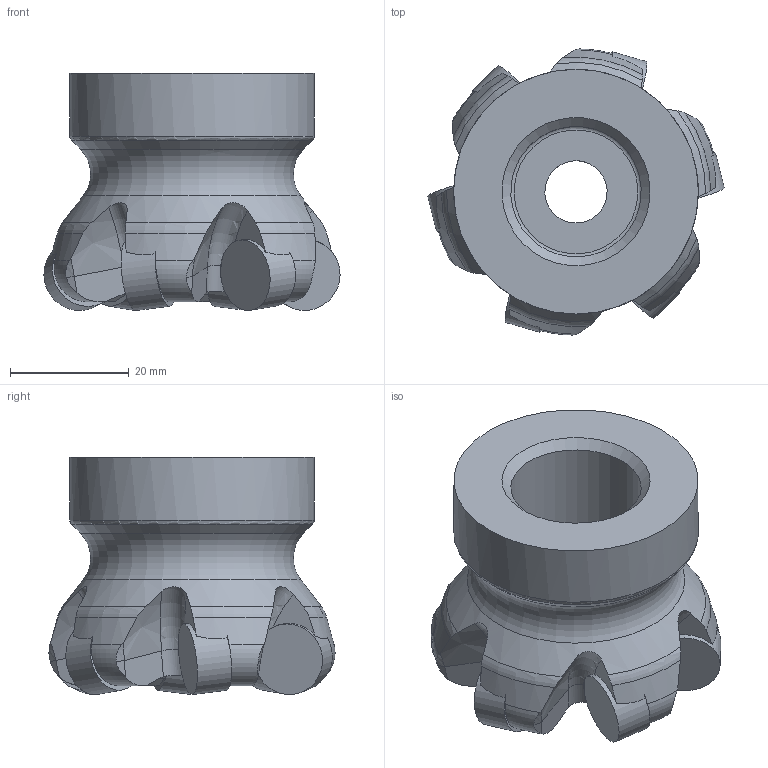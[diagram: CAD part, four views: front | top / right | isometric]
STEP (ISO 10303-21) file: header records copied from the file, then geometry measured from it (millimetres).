
FILE_DESCRIPTION(/* description */ (''),/* implementation_level */ '2;1');
FILE_NAME(/* name */ '1668155671335.stp',/* time_stamp */ '2022-11-11T14:04:47+06:00',/* author */ (''),/* organization */ ('SMS'),/* preprocessor_version */ 'ST-DEVELOPER v16.7',/* originating_system */ 'SIEMENS PLM Software NX 12.0',/* authorisation */ '');
FILE_SCHEMA (('AUTOMOTIVE_DESIGN { 1 0 10303 214 3 1 1 1 }'));
Length unit declared in the file: millimetre
Products named in the file (4): 204371717mod000_00; ASSEMBLY_CONSTRUCTION; 204362015mod000_00; 204362020mod000_00
Assembly tree (8 placements, depth 2):
  204362020mod000_00
    204362015mod000_00
    ASSEMBLY_CONSTRUCTION
    204371717mod000_00  x6
Bounding box: 49.97 x 48.28 x 40 mm (x, y, z)
Volume: 35337 mm3; surface area: 13369.9 mm2
Topology: 7 solids, 7 shells, 127 faces, 321 edges, 233 vertices
Faces by surface type: plane 52, cylinder 29, torus 24, cone 22
Full cylindrical faces by diameter (mm): 10.5 x1, 12 x6, 17.1 x1, 22.011 x1, 22.5 x1, 41.3 x1
Entity records: 4109 total; most frequent: CARTESIAN_POINT 1316, ORIENTED_EDGE 556, DIRECTION 504, EDGE_CURVE 278, AXIS2_PLACEMENT_3D 231, VERTEX_POINT 188, B_SPLINE_CURVE_WITH_KNOTS 138, EDGE_LOOP 132
